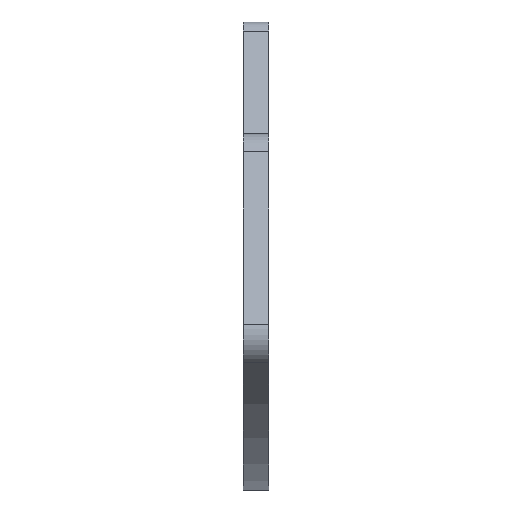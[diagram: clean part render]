
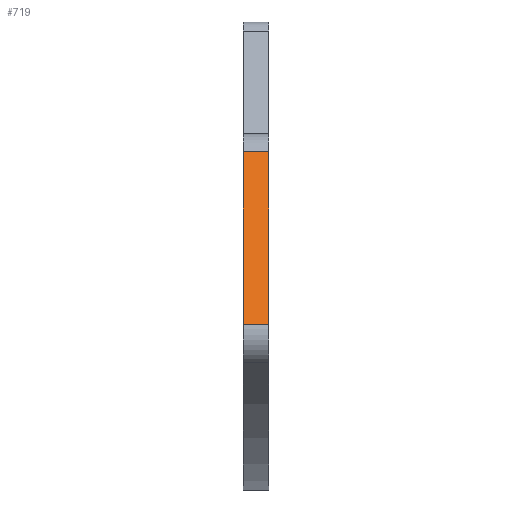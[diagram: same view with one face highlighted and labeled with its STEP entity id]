
A CAD part, left-side view. The second image highlights one B-rep face of the part: STEP entity #719.
In plain terms, the highlighted planar face has unit normal (-0.911, 0, 0.412).
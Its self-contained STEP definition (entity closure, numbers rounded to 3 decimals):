
#214=FACE_OUTER_BOUND('',#3046,.T.);
#719=ADVANCED_FACE('',(#214),#1250,.F.);
#1250=PLANE('',#9806);
#1646=LINE('',#12612,#2120);
#1663=LINE('',#15182,#2137);
#1695=LINE('',#15794,#2179);
#1696=LINE('',#15795,#2180);
#2120=VECTOR('',#10288,1.);
#2137=VECTOR('',#10391,1.);
#2179=VECTOR('',#10479,1.);
#2180=VECTOR('',#10480,1.);
#3046=EDGE_LOOP('',(#4180,#4181,#4182,#4183));
#4180=ORIENTED_EDGE('',*,*,#7477,.T.);
#4181=ORIENTED_EDGE('',*,*,#7878,.T.);
#4182=ORIENTED_EDGE('',*,*,#7827,.F.);
#4183=ORIENTED_EDGE('',*,*,#7879,.T.);
#6527=VERTEX_POINT('',#12611);
#6528=VERTEX_POINT('',#12613);
#6877=VERTEX_POINT('',#15181);
#6878=VERTEX_POINT('',#15183);
#7477=EDGE_CURVE('',#6528,#6527,#1646,.T.);
#7827=EDGE_CURVE('',#6877,#6878,#1663,.T.);
#7878=EDGE_CURVE('',#6527,#6878,#1695,.T.);
#7879=EDGE_CURVE('',#6877,#6528,#1696,.T.);
#9806=AXIS2_PLACEMENT_3D('',#15796,#10481,#10482);
#10288=DIRECTION('',(-0.412,0.,-0.911));
#10391=DIRECTION('',(-0.412,0.,-0.911));
#10479=DIRECTION('',(0.,-1.,0.));
#10480=DIRECTION('',(0.,1.,0.));
#10481=DIRECTION('',(0.911,0.,-0.412));
#10482=DIRECTION('',(-0.412,0.,-0.911));
#12611=CARTESIAN_POINT('',(-132.609,-453.,-170.655));
#12612=CARTESIAN_POINT('',(-102.053,-453.,-103.005));
#12613=CARTESIAN_POINT('',(-107.694,-453.,-115.495));
#15181=CARTESIAN_POINT('',(-107.694,-461.,-115.495));
#15182=CARTESIAN_POINT('',(-102.053,-461.,-103.005));
#15183=CARTESIAN_POINT('',(-132.609,-461.,-170.655));
#15794=CARTESIAN_POINT('',(-132.609,-461.,-170.655));
#15795=CARTESIAN_POINT('',(-107.694,-461.,-115.495));
#15796=CARTESIAN_POINT('',(-102.053,-461.,-103.005));
